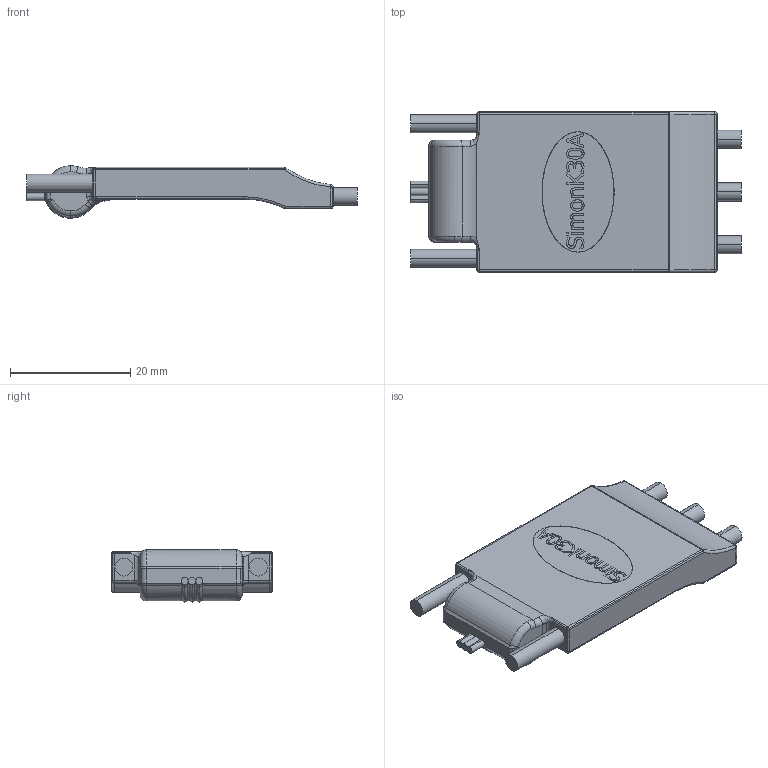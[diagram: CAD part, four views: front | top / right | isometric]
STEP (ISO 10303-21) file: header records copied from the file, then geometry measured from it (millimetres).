
FILE_DESCRIPTION (( 'STEP AP214' ), '1' );
FILE_NAME ('30A ESC SimonK Firmware.STEP', '2025-07-06T04:49:51', ( '' ), ( '' ), 'SwSTEP 2.0', 'SolidWorks 2025', '' );
FILE_SCHEMA (( 'AUTOMOTIVE_DESIGN' ));
Length unit declared in the file: millimetre
Products named in the file (1): 30A ESC SimonK Firmware
Bounding box: 55 x 26.7 x 8.72 mm (x, y, z)
Volume: 6916.9 mm3; surface area: 3522.7 mm2
Topology: 1 solids, 1 shells, 333 faces, 856 edges, 531 vertices
Faces by surface type: bspline 121, plane 97, cylinder 82, torus 29, sphere 4
Entity records: 17925 total; most frequent: CARTESIAN_POINT 10704, ORIENTED_EDGE 1692, DIRECTION 1178, EDGE_CURVE 846, VERTEX_POINT 531, AXIS2_PLACEMENT_3D 401, VECTOR 376, LINE 376
